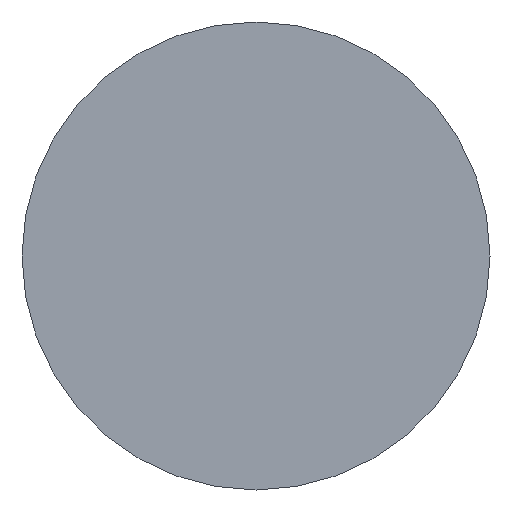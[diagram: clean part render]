
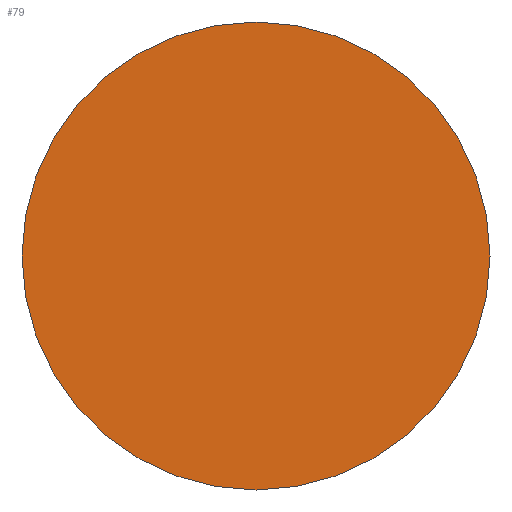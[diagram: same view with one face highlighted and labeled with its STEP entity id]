
A CAD part, front view. The second image highlights one B-rep face of the part: STEP entity #79.
In plain terms, the highlighted planar face has unit normal (0, -1, 0).
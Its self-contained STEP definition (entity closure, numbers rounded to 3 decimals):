
#23=FACE_OUTER_BOUND('',#29,.T.);
#29=EDGE_LOOP('',(#58));
#36=CIRCLE('',#100,6.);
#43=VERTEX_POINT('',#144);
#49=EDGE_CURVE('',#43,#43,#36,.T.);
#58=ORIENTED_EDGE('',*,*,#49,.F.);
#76=PLANE('',#99);
#79=ADVANCED_FACE('',(#23),#76,.F.);
#99=AXIS2_PLACEMENT_3D('',#143,#114,#115);
#100=AXIS2_PLACEMENT_3D('',#145,#116,#117);
#114=DIRECTION('center_axis',(0.,1.,0.));
#115=DIRECTION('ref_axis',(-1.,0.,0.));
#116=DIRECTION('center_axis',(0.,1.,0.));
#117=DIRECTION('ref_axis',(1.,0.,0.));
#143=CARTESIAN_POINT('Origin',(76.124,-937.73,415.483));
#144=CARTESIAN_POINT('',(70.124,-937.73,415.483));
#145=CARTESIAN_POINT('Origin',(76.124,-937.73,415.483));
